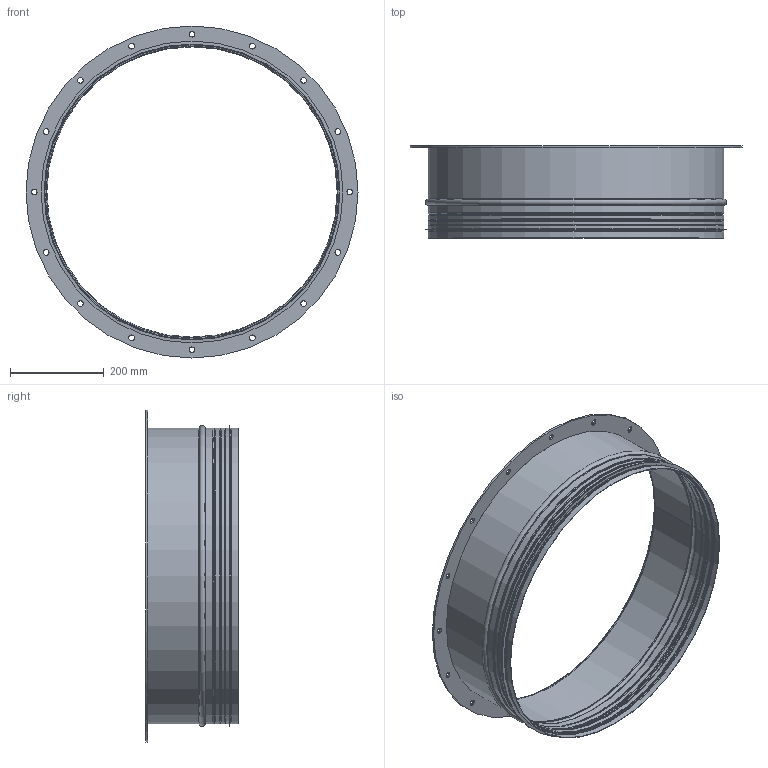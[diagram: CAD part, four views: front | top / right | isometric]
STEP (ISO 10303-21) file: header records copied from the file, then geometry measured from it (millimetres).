
FILE_DESCRIPTION(/* description */ ('Rörämne imkanal'),/* implementation_level */ '2;1');
FILE_NAME(/* name */ 'HSKFH-08.stp',/* time_stamp */ '2015-07-10T13:23:54+02:00',/* author */ ('John'),/* organization */ (''),/* preprocessor_version */ 'ST-DEVELOPER v15.6',/* originating_system */ 'Autodesk Inventor 2015',/* authorisation */ '');
FILE_SCHEMA (('AUTOMOTIVE_DESIGN { 1 0 10303 214 3 1 1 }'));
Length unit declared in the file: millimetre
Products named in the file (5): HSKFH-AA-08; HIK-AA-9; HIK-AB-9; HFSH-630; HSKFH-08
Assembly tree (4 placements, depth 2):
  HSKFH-08
    HSKFH-AA-08
    HIK-AA-9
    HIK-AB-9
    HFSH-630
Bounding box: 709 x 197 x 709 mm (x, y, z)
Volume: 822775.3 mm3; surface area: 1134271.1 mm2
Topology: 4 solids, 4 shells, 124 faces, 258 edges, 142 vertices
Faces by surface type: plane 50, cylinder 36, torus 28, cone 10
Full cylindrical faces by diameter (mm): 12 x16, 627 x2, 630.6 x2, 631.6 x1, 632.5 x1, 644.6 x1, 709 x1
Entity records: 3385 total; most frequent: DIRECTION 634, CARTESIAN_POINT 501, ORIENTED_EDGE 452, AXIS2_PLACEMENT_3D 275, EDGE_CURVE 226, EDGE_LOOP 194, CIRCLE 142, VERTEX_POINT 142
